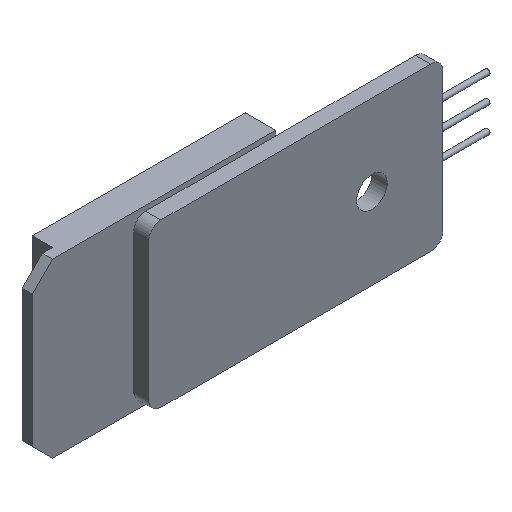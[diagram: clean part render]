
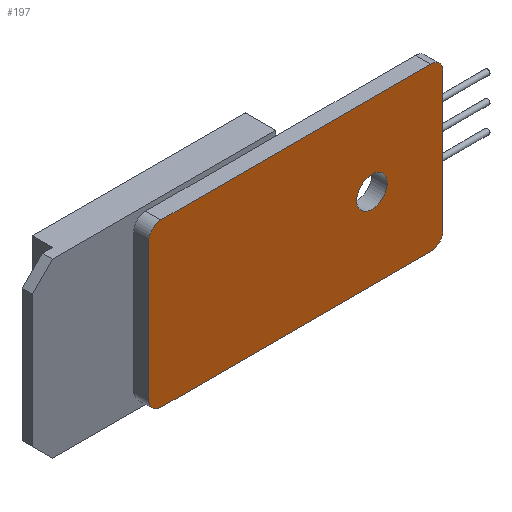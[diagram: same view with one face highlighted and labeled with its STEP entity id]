
A CAD part, isometric view. The second image highlights one B-rep face of the part: STEP entity #197.
In plain terms, the highlighted planar face has unit normal (0, -1, 0).
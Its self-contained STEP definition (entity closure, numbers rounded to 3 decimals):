
#197=ADVANCED_FACE('',(#1918,#1920),#1922,.F.);
#1918=FACE_BOUND('',#1919,.T.);
#1919=EDGE_LOOP('',(#3271,#3272,#3273,#3274,#3275,#3276,#3277,#3278));
#1920=FACE_BOUND('',#1921,.T.);
#1921=EDGE_LOOP('',(#3279));
#1922=PLANE('',#1923);
#1923=AXIS2_PLACEMENT_3D('',#1924,#1925,#1926);
#1924=CARTESIAN_POINT('',(0.,0.,0.));
#1925=DIRECTION('',(0.,1.,0.));
#1926=DIRECTION('',(0.,-0.,1.));
#3271=ORIENTED_EDGE('',*,*,#4146,.F.);
#3272=ORIENTED_EDGE('',*,*,#4152,.T.);
#3273=ORIENTED_EDGE('',*,*,#4141,.F.);
#3274=ORIENTED_EDGE('',*,*,#4153,.T.);
#3275=ORIENTED_EDGE('',*,*,#4137,.F.);
#3276=ORIENTED_EDGE('',*,*,#4154,.T.);
#3277=ORIENTED_EDGE('',*,*,#4149,.F.);
#3278=ORIENTED_EDGE('',*,*,#4155,.T.);
#3279=ORIENTED_EDGE('',*,*,#4096,.T.);
#4096=EDGE_CURVE('',#4541,#4541,#4542,.T.);
#4137=EDGE_CURVE('',#4623,#4624,#4625,.T.);
#4141=EDGE_CURVE('',#4631,#4632,#4633,.T.);
#4146=EDGE_CURVE('',#4638,#4640,#4641,.T.);
#4149=EDGE_CURVE('',#4643,#4645,#4646,.T.);
#4152=EDGE_CURVE('',#4638,#4632,#4650,.T.);
#4153=EDGE_CURVE('',#4631,#4624,#4651,.T.);
#4154=EDGE_CURVE('',#4623,#4645,#4652,.T.);
#4155=EDGE_CURVE('',#4643,#4640,#4653,.T.);
#4541=VERTEX_POINT('',#5290);
#4542=CIRCLE('',#5291,1.5);
#4623=VERTEX_POINT('',#5475);
#4624=VERTEX_POINT('',#5476);
#4625=LINE('',#5477,#5478);
#4631=VERTEX_POINT('',#5491);
#4632=VERTEX_POINT('',#5492);
#4633=LINE('',#5493,#5494);
#4638=VERTEX_POINT('',#5506);
#4640=VERTEX_POINT('',#5510);
#4641=LINE('',#5511,#5512);
#4643=VERTEX_POINT('',#5517);
#4645=VERTEX_POINT('',#5521);
#4646=LINE('',#5522,#5523);
#4650=CIRCLE('',#5532,1.2);
#4651=CIRCLE('',#5536,1.2);
#4652=CIRCLE('',#5540,1.2);
#4653=CIRCLE('',#5544,1.2);
#5290=CARTESIAN_POINT('',(10.,0.,1.5));
#5291=AXIS2_PLACEMENT_3D('',#5292,#5293,#5294);
#5292=CARTESIAN_POINT('',(10.,0.,0.));
#5293=DIRECTION('',(0.,1.,0.));
#5294=DIRECTION('',(0.,0.,-1.));
#5475=CARTESIAN_POINT('',(-12.,0.,-6.8));
#5476=CARTESIAN_POINT('',(-12.,0.,6.8));
#5477=CARTESIAN_POINT('',(-12.,0.,-6.8));
#5478=VECTOR('',#5479,1.);
#5479=DIRECTION('',(0.,0.,1.));
#5491=CARTESIAN_POINT('',(-10.8,0.,8.));
#5492=CARTESIAN_POINT('',(15.8,0.,8.));
#5493=CARTESIAN_POINT('',(-10.8,0.,8.));
#5494=VECTOR('',#5495,1.);
#5495=DIRECTION('',(1.,0.,0.));
#5506=CARTESIAN_POINT('',(17.,0.,6.8));
#5510=CARTESIAN_POINT('',(17.,0.,-6.8));
#5511=CARTESIAN_POINT('',(17.,0.,6.8));
#5512=VECTOR('',#5513,1.);
#5513=DIRECTION('',(0.,0.,-1.));
#5517=CARTESIAN_POINT('',(15.8,0.,-8.));
#5521=CARTESIAN_POINT('',(-10.8,0.,-8.));
#5522=CARTESIAN_POINT('',(15.8,0.,-8.));
#5523=VECTOR('',#5524,1.);
#5524=DIRECTION('',(-1.,0.,0.));
#5532=AXIS2_PLACEMENT_3D('',#5533,#5534,#5535);
#5533=CARTESIAN_POINT('',(15.8,0.,6.8));
#5534=DIRECTION('',(0.,-1.,-0.));
#5535=DIRECTION('',(1.,0.,0.));
#5536=AXIS2_PLACEMENT_3D('',#5537,#5538,#5539);
#5537=CARTESIAN_POINT('',(-10.8,0.,6.8));
#5538=DIRECTION('',(0.,-1.,0.));
#5539=DIRECTION('',(0.,0.,1.));
#5540=AXIS2_PLACEMENT_3D('',#5541,#5542,#5543);
#5541=CARTESIAN_POINT('',(-10.8,0.,-6.8));
#5542=DIRECTION('',(0.,-1.,-0.));
#5543=DIRECTION('',(-1.,0.,0.));
#5544=AXIS2_PLACEMENT_3D('',#5545,#5546,#5547);
#5545=CARTESIAN_POINT('',(15.8,0.,-6.8));
#5546=DIRECTION('',(0.,-1.,-0.));
#5547=DIRECTION('',(0.,0.,-1.));
